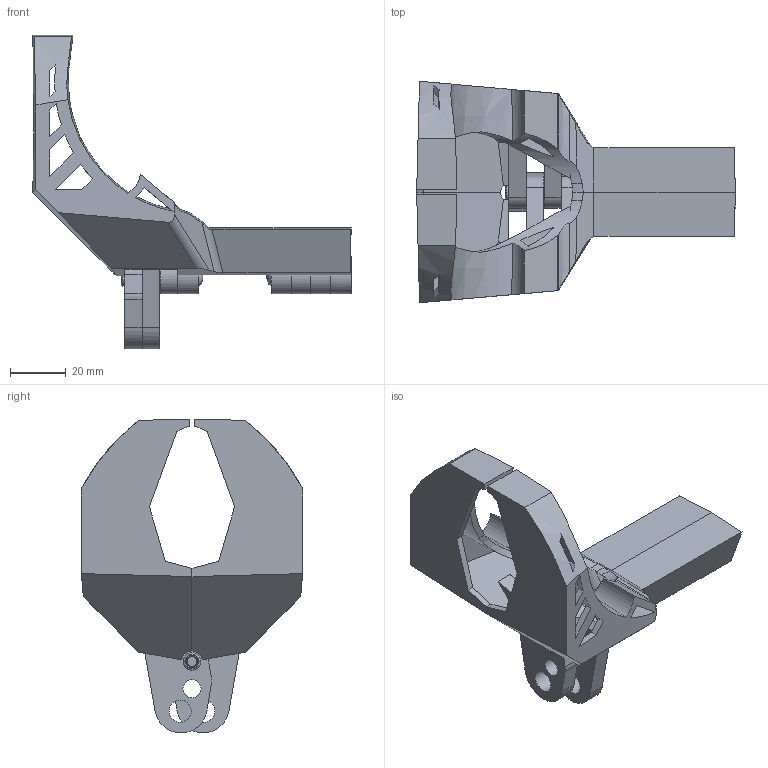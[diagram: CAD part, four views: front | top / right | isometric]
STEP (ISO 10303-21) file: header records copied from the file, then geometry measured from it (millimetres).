
FILE_DESCRIPTION(/* description */ (''),/* implementation_level */ '2;1');
FILE_NAME(/* name */ 'PSL-1059.stp',/* time_stamp */ '2021-07-07T11:19:02-04:00',/* author */ (''),/* organization */ (''),/* preprocessor_version */ 'ST-DEVELOPER v16',/* originating_system */ 'SIEMENS PLM Software NX 11.0',/* authorisation */ '');
FILE_SCHEMA (('AP203_CONFIGURATION_CONTROLLED_3D_DESIGN_OF_MECHANICAL_PARTS_AND_ASSEMBLIES_MIM_LF { 1 0 10303 403 2 1 2}'));
Length unit declared in the file: inch
Products named in the file (3): 013096_00-right-PSL-1059; 013099_00-LEFT-PSL-1059; 013062_00-BALL-VALVE-LOCKOUT-PSL-1059
Assembly tree (2 placements, depth 2):
  013062_00-BALL-VALVE-LOCKOUT-PSL-1059
    013099_00-LEFT-PSL-1059
    013096_00-right-PSL-1059
Bounding box: 114.3 x 79.38 x 112.57 mm (x, y, z)
Volume: 56819.6 mm3; surface area: 46610.8 mm2
Topology: 4 solids, 4 shells, 249 faces, 692 edges, 457 vertices
Faces by surface type: plane 156, cylinder 70, bspline 10, cone 7, torus 6
Full cylindrical faces by diameter (mm): 4.762 x2, 5.08 x8, 6.35 x1, 6.478 x2, 8.001 x2, 8.128 x1, 9.081 x1
Entity records: 8461 total; most frequent: CARTESIAN_POINT 1755, ORIENTED_EDGE 1320, DIRECTION 1280, EDGE_CURVE 660, VERTEX_POINT 451, AXIS2_PLACEMENT_3D 432, LINE 416, VECTOR 416
